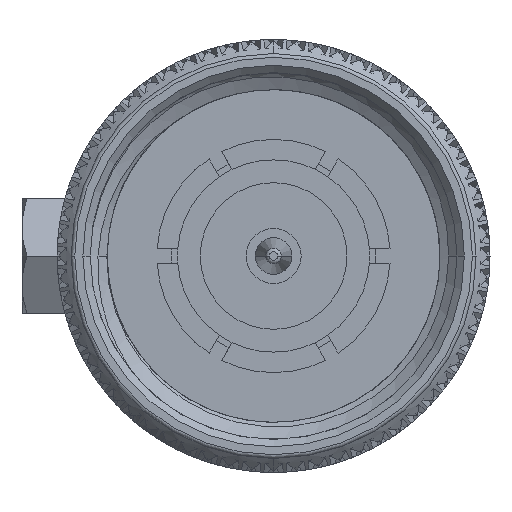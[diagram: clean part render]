
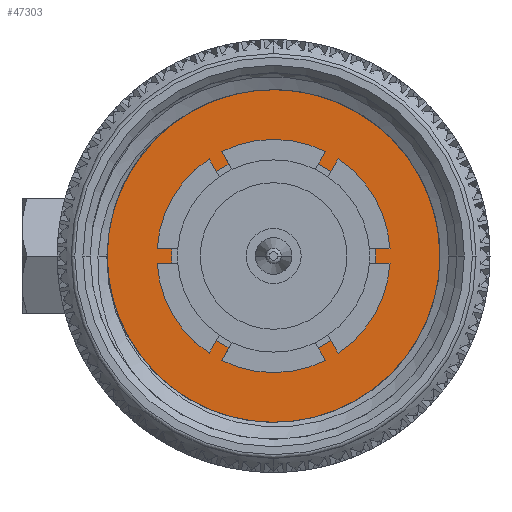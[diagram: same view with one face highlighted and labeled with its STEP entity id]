
A CAD part, front view. The second image highlights one B-rep face of the part: STEP entity #47303.
In plain terms, the highlighted face is planar.
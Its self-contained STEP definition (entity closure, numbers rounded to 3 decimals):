
#599 = CARTESIAN_POINT ( 'NONE',  ( 8.001, 4.202, -3.988 ) ) ;
#1389 = CARTESIAN_POINT ( 'NONE',  ( 8.001, -1.455, -5.878 ) ) ;
#1541 = CIRCLE ( 'NONE', #116474, 3.531 ) ;
#6882 = CIRCLE ( 'NONE', #33987, 3.531 ) ;
#7055 = DIRECTION ( 'NONE',  ( 0., -1., 0. ) ) ;
#9045 = CARTESIAN_POINT ( 'NONE',  ( 8.001, -6.247, -1.115 ) ) ;
#9834 = CARTESIAN_POINT ( 'NONE',  ( 8.001, 2.046, -5.542 ) ) ;
#10205 = CARTESIAN_POINT ( 'NONE',  ( 8.001, -3.637, -4.966 ) ) ;
#10581 = CARTESIAN_POINT ( 'NONE',  ( 8.001, -2.032, -5.731 ) ) ;
#11905 = EDGE_LOOP ( 'NONE', ( #26952, #45746, #90637, #117616, #41702 ) ) ;
#18812 = DIRECTION ( 'NONE',  ( 0., -1., 0. ) ) ;
#19089 = AXIS2_PLACEMENT_3D ( 'NONE', #52644, #61892, #87701 ) ;
#19523 = CARTESIAN_POINT ( 'NONE',  ( 8.001, 3.788, -4.416 ) ) ;
#22950 = VECTOR ( 'NONE', #60991, 1000. ) ;
#23677 = PLANE ( 'NONE',  #19089 ) ;
#23845 = CARTESIAN_POINT ( 'NONE',  ( 8.001, 5.761, -0.631 ) ) ;
#24042 = CARTESIAN_POINT ( 'NONE',  ( 8.001, 0., 0. ) ) ;
#25134 = CIRCLE ( 'NONE', #39604, 6.35 ) ;
#26664 = ORIENTED_EDGE ( 'NONE', *, *, #36762, .F. ) ;
#26952 = ORIENTED_EDGE ( 'NONE', *, *, #82642, .T. ) ;
#29261 = CARTESIAN_POINT ( 'NONE',  ( 8.001, -5.474, -3.039 ) ) ;
#29952 = VERTEX_POINT ( 'NONE', #106323 ) ;
#32738 = CARTESIAN_POINT ( 'NONE',  ( 8.001, 5.251, -2.451 ) ) ;
#33987 = AXIS2_PLACEMENT_3D ( 'NONE', #24042, #108152, #7055 ) ;
#34129 = CARTESIAN_POINT ( 'NONE',  ( 8.001, 5.761, 0. ) ) ;
#35461 = CARTESIAN_POINT ( 'NONE',  ( 8.001, -3.531, 0. ) ) ;
#36738 = VERTEX_POINT ( 'NONE', #44193 ) ;
#36762 = EDGE_CURVE ( 'NONE', #39407, #49876, #1541, .T. ) ;
#37742 = DIRECTION ( 'NONE',  ( -1., 0., 0. ) ) ;
#38066 = CARTESIAN_POINT ( 'NONE',  ( 8.001, -4.556, -4.208 ) ) ;
#39407 = VERTEX_POINT ( 'NONE', #55130 ) ;
#39604 = AXIS2_PLACEMENT_3D ( 'NONE', #71121, #70717, #90075 ) ;
#41702 = ORIENTED_EDGE ( 'NONE', *, *, #65907, .T. ) ;
#42722 = EDGE_CURVE ( 'NONE', #49876, #39407, #6882, .T. ) ;
#43387 = CARTESIAN_POINT ( 'NONE',  ( 8.001, 0., 0. ) ) ;
#44193 = CARTESIAN_POINT ( 'NONE',  ( 8.001, -6.35, 0. ) ) ;
#44604 = DIRECTION ( 'NONE',  ( -1., 0., 0. ) ) ;
#45746 = ORIENTED_EDGE ( 'NONE', *, *, #116525, .T. ) ;
#46577 = CARTESIAN_POINT ( 'NONE',  ( 8.001, 4.565, -3.514 ) ) ;
#46645 = CIRCLE ( 'NONE', #62124, 6.35 ) ;
#46962 = CARTESIAN_POINT ( 'NONE',  ( 8.001, 0.622, -5.962 ) ) ;
#47303 = ADVANCED_FACE ( 'NONE', ( #68228, #98546 ), #23677, .T. ) ;
#47357 = CARTESIAN_POINT ( 'NONE',  ( 8.001, -5.138, -3.535 ) ) ;
#47726 = CARTESIAN_POINT ( 'NONE',  ( 8.001, 2.839, -5.137 ) ) ;
#49876 = VERTEX_POINT ( 'NONE', #35461 ) ;
#50784 = CARTESIAN_POINT ( 'NONE',  ( 8.001, 4.565, -3.514 ) ) ;
#52644 = CARTESIAN_POINT ( 'NONE',  ( 8.001, 0., 0. ) ) ;
#55041 = CARTESIAN_POINT ( 'NONE',  ( 8.001, 2.319, -5.419 ) ) ;
#55130 = CARTESIAN_POINT ( 'NONE',  ( 8.001, 3.531, 0. ) ) ;
#55424 = CARTESIAN_POINT ( 'NONE',  ( 8.001, 1.202, -5.847 ) ) ;
#56230 = CARTESIAN_POINT ( 'NONE',  ( 8.001, -2.865, -5.406 ) ) ;
#56610 = CARTESIAN_POINT ( 'NONE',  ( 8.001, -2.318, -5.635 ) ) ;
#60863 = CARTESIAN_POINT ( 'NONE',  ( 8.001, 4.95, -3.014 ) ) ;
#60991 = DIRECTION ( 'NONE',  ( 0., -1., 0. ) ) ;
#61892 = DIRECTION ( 'NONE',  ( -1., 0., 0. ) ) ;
#62124 = AXIS2_PLACEMENT_3D ( 'NONE', #73992, #37742, #18812 ) ;
#63573 = CARTESIAN_POINT ( 'NONE',  ( 8.001, 6.35, 0. ) ) ;
#64267 = CARTESIAN_POINT ( 'NONE',  ( 8.001, -6.175, -1.408 ) ) ;
#64834 = B_SPLINE_CURVE_WITH_KNOTS ( 'NONE', 3,
 ( #46577, #101310, #599, #19523, #110564, #65064, #47726, #55041, #9834, #55424, #46962, #92845, #75114, #111382, #1389, #10581, #56610, #56230, #65448, #10205, #83964, #93227, #38066, #102485, #47357, #29261, #119425, #111753, #93638, #64267, #9045, #95586 ),
 .UNSPECIFIED., .F., .F.,
 ( 4, 2, 2, 2, 2, 2, 2, 2, 2, 2, 2, 2, 2, 2, 2, 4 ),
 ( 0., 0.001, 0.002, 0.003, 0.004, 0.005, 0.006, 0.007, 0.008, 0.009, 0.01, 0.011, 0.012, 0.013, 0.013, 0.014 ),
 .UNSPECIFIED. ) ;
#65064 = CARTESIAN_POINT ( 'NONE',  ( 8.001, 3.088, -4.976 ) ) ;
#65448 = CARTESIAN_POINT ( 'NONE',  ( 8.001, -3.128, -5.272 ) ) ;
#65907 = EDGE_CURVE ( 'NONE', #29952, #67804, #64834, .T. ) ;
#67804 = VERTEX_POINT ( 'NONE', #99195 ) ;
#68228 = FACE_OUTER_BOUND ( 'NONE', #11905, .T. ) ;
#70717 = DIRECTION ( 'NONE',  ( -1., 0., 0. ) ) ;
#71121 = CARTESIAN_POINT ( 'NONE',  ( 8.001, 0., 0. ) ) ;
#71955 = DIRECTION ( 'NONE',  ( 0., -1., 0. ) ) ;
#73992 = CARTESIAN_POINT ( 'NONE',  ( 8.001, 0., 0. ) ) ;
#75114 = CARTESIAN_POINT ( 'NONE',  ( 8.001, -0.574, -5.991 ) ) ;
#78154 = CARTESIAN_POINT ( 'NONE',  ( 8.001, 5.656, -1.26 ) ) ;
#80489 = EDGE_CURVE ( 'NONE', #117337, #103072, #109394, .T. ) ;
#82642 = EDGE_CURVE ( 'NONE', #67804, #36738, #25134, .T. ) ;
#83964 = CARTESIAN_POINT ( 'NONE',  ( 8.001, -3.883, -4.791 ) ) ;
#87592 = CARTESIAN_POINT ( 'NONE',  ( 8.001, 0., 0. ) ) ;
#87701 = DIRECTION ( 'NONE',  ( 0., -1., 0. ) ) ;
#88985 = B_SPLINE_CURVE_WITH_KNOTS ( 'NONE', 3,
 ( #97910, #23845, #78154, #32738, #60863, #50784 ),
 .UNSPECIFIED., .F., .F.,
 ( 4, 2, 4 ),
 ( 0., 0.002, 0.004 ),
 .UNSPECIFIED. ) ;
#90075 = DIRECTION ( 'NONE',  ( 0., -1., 0. ) ) ;
#90620 = ORIENTED_EDGE ( 'NONE', *, *, #42722, .F. ) ;
#90637 = ORIENTED_EDGE ( 'NONE', *, *, #80489, .T. ) ;
#92845 = CARTESIAN_POINT ( 'NONE',  ( 8.001, -0.275, -6.001 ) ) ;
#93227 = CARTESIAN_POINT ( 'NONE',  ( 8.001, -4.342, -4.412 ) ) ;
#93638 = CARTESIAN_POINT ( 'NONE',  ( 8.001, -5.992, -1.975 ) ) ;
#95586 = CARTESIAN_POINT ( 'NONE',  ( 8.001, -6.297, -0.82 ) ) ;
#97910 = CARTESIAN_POINT ( 'NONE',  ( 8.001, 5.761, 0. ) ) ;
#98546 = FACE_BOUND ( 'NONE', #115298, .T. ) ;
#99195 = CARTESIAN_POINT ( 'NONE',  ( 8.001, -6.297, -0.82 ) ) ;
#101310 = CARTESIAN_POINT ( 'NONE',  ( 8.001, 4.393, -3.759 ) ) ;
#102485 = CARTESIAN_POINT ( 'NONE',  ( 8.001, -4.954, -3.769 ) ) ;
#103072 = VERTEX_POINT ( 'NONE', #34129 ) ;
#106323 = CARTESIAN_POINT ( 'NONE',  ( 8.001, 4.565, -3.514 ) ) ;
#108152 = DIRECTION ( 'NONE',  ( -1., 0., 0. ) ) ;
#109394 = LINE ( 'NONE', #87592, #22950 ) ;
#110564 = CARTESIAN_POINT ( 'NONE',  ( 8.001, 3.562, -4.616 ) ) ;
#111382 = CARTESIAN_POINT ( 'NONE',  ( 8.001, -1.163, -5.93 ) ) ;
#111753 = CARTESIAN_POINT ( 'NONE',  ( 8.001, -5.881, -2.25 ) ) ;
#115298 = EDGE_LOOP ( 'NONE', ( #26664, #90620 ) ) ;
#116474 = AXIS2_PLACEMENT_3D ( 'NONE', #43387, #44604, #71955 ) ;
#116525 = EDGE_CURVE ( 'NONE', #36738, #117337, #46645, .T. ) ;
#117047 = EDGE_CURVE ( 'NONE', #103072, #29952, #88985, .T. ) ;
#117337 = VERTEX_POINT ( 'NONE', #63573 ) ;
#117616 = ORIENTED_EDGE ( 'NONE', *, *, #117047, .T. ) ;
#119425 = CARTESIAN_POINT ( 'NONE',  ( 8.001, -5.622, -2.782 ) ) ;
